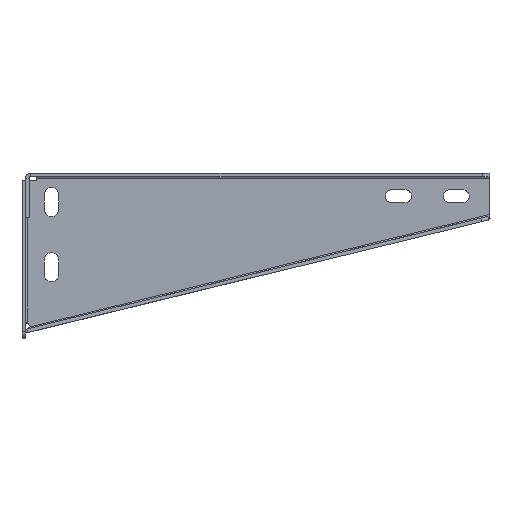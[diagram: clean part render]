
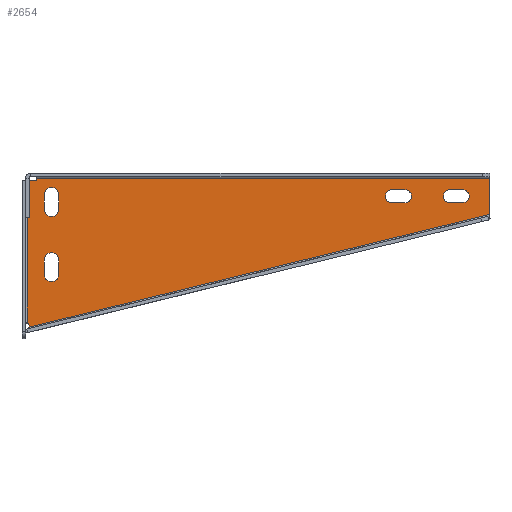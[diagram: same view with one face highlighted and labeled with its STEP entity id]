
A CAD part, top view. The second image highlights one B-rep face of the part: STEP entity #2654.
In plain terms, the highlighted planar face has unit normal (0, 0, 1).
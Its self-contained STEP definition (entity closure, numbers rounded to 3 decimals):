
#15=FACE_BOUND('',#440,.T.);
#16=FACE_BOUND('',#441,.T.);
#17=FACE_BOUND('',#442,.T.);
#18=FACE_BOUND('',#443,.T.);
#45=CIRCLE('',#2816,2.);
#46=CIRCLE('',#2817,5.);
#47=CIRCLE('',#2818,5.);
#48=CIRCLE('',#2819,5.);
#49=CIRCLE('',#2820,5.);
#50=CIRCLE('',#2821,4.5);
#51=CIRCLE('',#2822,4.5);
#52=CIRCLE('',#2823,4.5);
#53=CIRCLE('',#2824,4.5);
#151=PLANE('',#2815);
#295=FACE_OUTER_BOUND('',#439,.T.);
#439=EDGE_LOOP('',(#1870,#1871,#1872,#1873,#1874,#1875,#1876,#1877));
#440=EDGE_LOOP('',(#1878,#1879,#1880,#1881));
#441=EDGE_LOOP('',(#1882,#1883,#1884,#1885));
#442=EDGE_LOOP('',(#1886,#1887,#1888,#1889));
#443=EDGE_LOOP('',(#1890,#1891,#1892,#1893));
#619=LINE('',#4248,#903);
#621=LINE('',#4252,#905);
#622=LINE('',#4254,#906);
#623=LINE('',#4256,#907);
#624=LINE('',#4258,#908);
#625=LINE('',#4260,#909);
#626=LINE('',#4263,#910);
#627=LINE('',#4268,#911);
#628=LINE('',#4271,#912);
#629=LINE('',#4276,#913);
#630=LINE('',#4279,#914);
#631=LINE('',#4284,#915);
#632=LINE('',#4287,#916);
#633=LINE('',#4292,#917);
#634=LINE('',#4295,#918);
#903=VECTOR('',#3075,10.);
#905=VECTOR('',#3079,10.);
#906=VECTOR('',#3080,10.);
#907=VECTOR('',#3081,10.);
#908=VECTOR('',#3082,10.);
#909=VECTOR('',#3083,10.);
#910=VECTOR('',#3086,10.);
#911=VECTOR('',#3089,10.);
#912=VECTOR('',#3092,10.);
#913=VECTOR('',#3095,10.);
#914=VECTOR('',#3098,10.);
#915=VECTOR('',#3101,10.);
#916=VECTOR('',#3104,10.);
#917=VECTOR('',#3107,10.);
#918=VECTOR('',#3110,10.);
#1189=VERTEX_POINT('',#3936);
#1195=VERTEX_POINT('',#4053);
#1200=VERTEX_POINT('',#4251);
#1201=VERTEX_POINT('',#4253);
#1202=VERTEX_POINT('',#4255);
#1203=VERTEX_POINT('',#4257);
#1204=VERTEX_POINT('',#4259);
#1205=VERTEX_POINT('',#4261);
#1206=VERTEX_POINT('',#4264);
#1207=VERTEX_POINT('',#4265);
#1208=VERTEX_POINT('',#4267);
#1209=VERTEX_POINT('',#4269);
#1210=VERTEX_POINT('',#4272);
#1211=VERTEX_POINT('',#4273);
#1212=VERTEX_POINT('',#4275);
#1213=VERTEX_POINT('',#4277);
#1214=VERTEX_POINT('',#4280);
#1215=VERTEX_POINT('',#4281);
#1216=VERTEX_POINT('',#4283);
#1217=VERTEX_POINT('',#4285);
#1218=VERTEX_POINT('',#4288);
#1219=VERTEX_POINT('',#4289);
#1220=VERTEX_POINT('',#4291);
#1221=VERTEX_POINT('',#4293);
#1461=EDGE_CURVE('',#1195,#1189,#619,.T.);
#1463=EDGE_CURVE('',#1200,#1189,#621,.T.);
#1464=EDGE_CURVE('',#1200,#1201,#622,.T.);
#1465=EDGE_CURVE('',#1202,#1201,#623,.T.);
#1466=EDGE_CURVE('',#1203,#1202,#624,.T.);
#1467=EDGE_CURVE('',#1203,#1204,#625,.T.);
#1468=EDGE_CURVE('',#1205,#1204,#45,.T.);
#1469=EDGE_CURVE('',#1195,#1205,#626,.T.);
#1470=EDGE_CURVE('',#1206,#1207,#46,.T.);
#1471=EDGE_CURVE('',#1207,#1208,#627,.T.);
#1472=EDGE_CURVE('',#1208,#1209,#47,.T.);
#1473=EDGE_CURVE('',#1209,#1206,#628,.T.);
#1474=EDGE_CURVE('',#1210,#1211,#48,.T.);
#1475=EDGE_CURVE('',#1211,#1212,#629,.T.);
#1476=EDGE_CURVE('',#1212,#1213,#49,.T.);
#1477=EDGE_CURVE('',#1213,#1210,#630,.T.);
#1478=EDGE_CURVE('',#1214,#1215,#50,.T.);
#1479=EDGE_CURVE('',#1215,#1216,#631,.T.);
#1480=EDGE_CURVE('',#1216,#1217,#51,.T.);
#1481=EDGE_CURVE('',#1217,#1214,#632,.T.);
#1482=EDGE_CURVE('',#1218,#1219,#52,.T.);
#1483=EDGE_CURVE('',#1219,#1220,#633,.T.);
#1484=EDGE_CURVE('',#1220,#1221,#53,.T.);
#1485=EDGE_CURVE('',#1221,#1218,#634,.T.);
#1870=ORIENTED_EDGE('',*,*,#1461,.T.);
#1871=ORIENTED_EDGE('',*,*,#1463,.F.);
#1872=ORIENTED_EDGE('',*,*,#1464,.T.);
#1873=ORIENTED_EDGE('',*,*,#1465,.F.);
#1874=ORIENTED_EDGE('',*,*,#1466,.F.);
#1875=ORIENTED_EDGE('',*,*,#1467,.T.);
#1876=ORIENTED_EDGE('',*,*,#1468,.F.);
#1877=ORIENTED_EDGE('',*,*,#1469,.F.);
#1878=ORIENTED_EDGE('',*,*,#1470,.T.);
#1879=ORIENTED_EDGE('',*,*,#1471,.T.);
#1880=ORIENTED_EDGE('',*,*,#1472,.T.);
#1881=ORIENTED_EDGE('',*,*,#1473,.T.);
#1882=ORIENTED_EDGE('',*,*,#1474,.T.);
#1883=ORIENTED_EDGE('',*,*,#1475,.T.);
#1884=ORIENTED_EDGE('',*,*,#1476,.T.);
#1885=ORIENTED_EDGE('',*,*,#1477,.T.);
#1886=ORIENTED_EDGE('',*,*,#1478,.T.);
#1887=ORIENTED_EDGE('',*,*,#1479,.T.);
#1888=ORIENTED_EDGE('',*,*,#1480,.T.);
#1889=ORIENTED_EDGE('',*,*,#1481,.T.);
#1890=ORIENTED_EDGE('',*,*,#1482,.T.);
#1891=ORIENTED_EDGE('',*,*,#1483,.T.);
#1892=ORIENTED_EDGE('',*,*,#1484,.T.);
#1893=ORIENTED_EDGE('',*,*,#1485,.T.);
#2654=ADVANCED_FACE('',(#295,#15,#16,#17,#18),#151,.T.);
#2815=AXIS2_PLACEMENT_3D('',#4250,#3077,#3078);
#2816=AXIS2_PLACEMENT_3D('',#4262,#3084,#3085);
#2817=AXIS2_PLACEMENT_3D('',#4266,#3087,#3088);
#2818=AXIS2_PLACEMENT_3D('',#4270,#3090,#3091);
#2819=AXIS2_PLACEMENT_3D('',#4274,#3093,#3094);
#2820=AXIS2_PLACEMENT_3D('',#4278,#3096,#3097);
#2821=AXIS2_PLACEMENT_3D('',#4282,#3099,#3100);
#2822=AXIS2_PLACEMENT_3D('',#4286,#3102,#3103);
#2823=AXIS2_PLACEMENT_3D('',#4290,#3105,#3106);
#2824=AXIS2_PLACEMENT_3D('',#4294,#3108,#3109);
#3075=DIRECTION('',(0.971,0.237,0.));
#3077=DIRECTION('center_axis',(0.,0.,1.));
#3078=DIRECTION('ref_axis',(1.,0.,0.));
#3079=DIRECTION('',(0.,-1.,0.));
#3080=DIRECTION('',(-1.,0.,0.));
#3081=DIRECTION('',(0.,1.,0.));
#3082=DIRECTION('',(1.,0.,0.));
#3083=DIRECTION('',(0.,-1.,0.));
#3084=DIRECTION('center_axis',(0.,0.,1.));
#3085=DIRECTION('ref_axis',(1.,0.,0.));
#3086=DIRECTION('',(0.,1.,0.));
#3087=DIRECTION('center_axis',(0.,0.,-1.));
#3088=DIRECTION('ref_axis',(1.,0.,0.));
#3089=DIRECTION('',(0.,1.,0.));
#3090=DIRECTION('center_axis',(0.,0.,-1.));
#3091=DIRECTION('ref_axis',(-1.,0.,0.));
#3092=DIRECTION('',(0.,-1.,0.));
#3093=DIRECTION('center_axis',(0.,0.,-1.));
#3094=DIRECTION('ref_axis',(1.,0.,0.));
#3095=DIRECTION('',(0.,1.,0.));
#3096=DIRECTION('center_axis',(0.,0.,-1.));
#3097=DIRECTION('ref_axis',(-1.,0.,0.));
#3098=DIRECTION('',(0.,-1.,0.));
#3099=DIRECTION('center_axis',(0.,0.,-1.));
#3100=DIRECTION('ref_axis',(0.,-1.,0.));
#3101=DIRECTION('',(-1.,0.,0.));
#3102=DIRECTION('center_axis',(0.,0.,-1.));
#3103=DIRECTION('ref_axis',(0.,1.,0.));
#3104=DIRECTION('',(1.,0.,0.));
#3105=DIRECTION('center_axis',(0.,0.,-1.));
#3106=DIRECTION('ref_axis',(0.,-1.,0.));
#3107=DIRECTION('',(-1.,0.,0.));
#3108=DIRECTION('center_axis',(0.,0.,-1.));
#3109=DIRECTION('ref_axis',(0.,1.,0.));
#3110=DIRECTION('',(1.,0.,0.));
#3936=CARTESIAN_POINT('',(348.758,-53.267,2.5));
#4053=CARTESIAN_POINT('',(30.758,-130.978,2.5));
#4248=CARTESIAN_POINT('',(252.609,-76.763,2.5));
#4250=CARTESIAN_POINT('Origin',(146.426,-59.2,2.5));
#4251=CARTESIAN_POINT('',(348.758,-28.257,2.5));
#4252=CARTESIAN_POINT('',(348.758,-5.655,2.5));
#4253=CARTESIAN_POINT('',(35.758,-28.257,2.5));
#4254=CARTESIAN_POINT('',(91.092,-28.257,2.5));
#4255=CARTESIAN_POINT('',(35.758,-29.655,2.5));
#4256=CARTESIAN_POINT('',(35.758,-29.655,2.5));
#4257=CARTESIAN_POINT('',(29.36,-29.655,2.5));
#4258=CARTESIAN_POINT('',(1.758,-29.655,2.5));
#4259=CARTESIAN_POINT('',(29.36,-128.248,2.5));
#4260=CARTESIAN_POINT('',(29.36,-93.724,2.5));
#4261=CARTESIAN_POINT('',(30.758,-130.155,2.5));
#4262=CARTESIAN_POINT('Origin',(28.758,-130.155,2.5));
#4263=CARTESIAN_POINT('',(30.758,-134.155,2.5));
#4264=CARTESIAN_POINT('',(51.258,-49.655,2.5));
#4265=CARTESIAN_POINT('',(41.258,-49.655,2.5));
#4266=CARTESIAN_POINT('Origin',(46.258,-49.655,2.5));
#4267=CARTESIAN_POINT('',(41.258,-39.655,2.5));
#4268=CARTESIAN_POINT('',(41.258,-54.427,2.5));
#4269=CARTESIAN_POINT('',(51.258,-39.655,2.5));
#4270=CARTESIAN_POINT('Origin',(46.258,-39.655,2.5));
#4271=CARTESIAN_POINT('',(51.258,-49.427,2.5));
#4272=CARTESIAN_POINT('',(51.258,-94.655,2.5));
#4273=CARTESIAN_POINT('',(41.258,-94.655,2.5));
#4274=CARTESIAN_POINT('Origin',(46.258,-94.655,2.5));
#4275=CARTESIAN_POINT('',(41.258,-84.655,2.5));
#4276=CARTESIAN_POINT('',(41.258,-76.927,2.5));
#4277=CARTESIAN_POINT('',(51.258,-84.655,2.5));
#4278=CARTESIAN_POINT('Origin',(46.258,-84.655,2.5));
#4279=CARTESIAN_POINT('',(51.258,-71.927,2.5));
#4280=CARTESIAN_POINT('',(330.208,-36.155,2.5));
#4281=CARTESIAN_POINT('',(330.208,-45.155,2.5));
#4282=CARTESIAN_POINT('Origin',(330.208,-40.655,2.5));
#4283=CARTESIAN_POINT('',(321.208,-45.155,2.5));
#4284=CARTESIAN_POINT('',(238.317,-45.155,2.5));
#4285=CARTESIAN_POINT('',(321.208,-36.155,2.5));
#4286=CARTESIAN_POINT('Origin',(321.208,-40.655,2.5));
#4287=CARTESIAN_POINT('',(233.817,-36.155,2.5));
#4288=CARTESIAN_POINT('',(290.258,-36.155,2.5));
#4289=CARTESIAN_POINT('',(290.258,-45.155,2.5));
#4290=CARTESIAN_POINT('Origin',(290.258,-40.655,2.5));
#4291=CARTESIAN_POINT('',(281.258,-45.155,2.5));
#4292=CARTESIAN_POINT('',(218.342,-45.155,2.5));
#4293=CARTESIAN_POINT('',(281.258,-36.155,2.5));
#4294=CARTESIAN_POINT('Origin',(281.258,-40.655,2.5));
#4295=CARTESIAN_POINT('',(213.842,-36.155,2.5));
